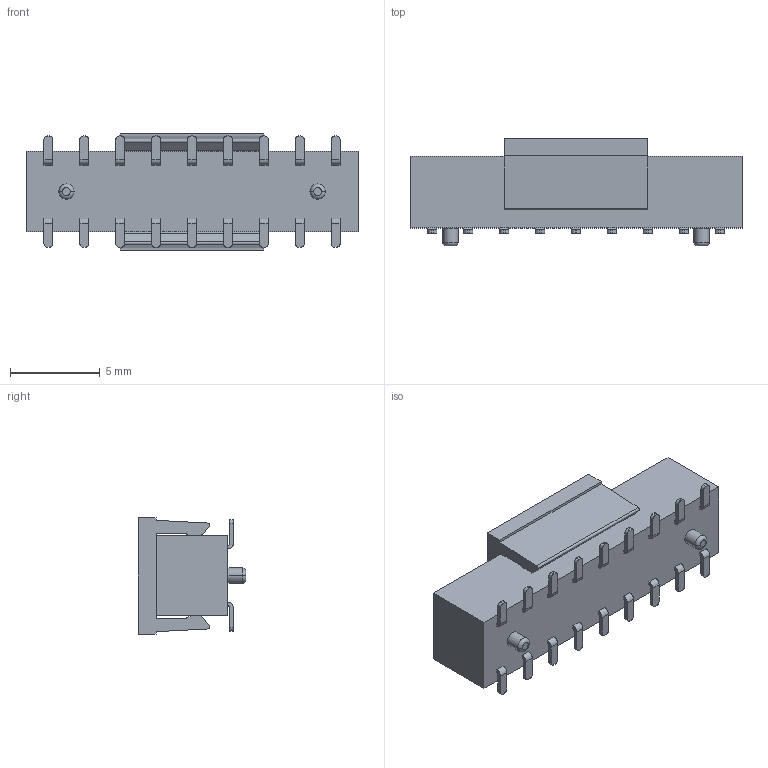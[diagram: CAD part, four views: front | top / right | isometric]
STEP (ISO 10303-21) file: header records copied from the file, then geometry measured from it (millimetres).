
FILE_DESCRIPTION( ('This file contains a STEP AP42 implementation' ,'as created by ZW3D STEP Interface translator.') ,'2;1' );
FILE_NAME( '2240-2XXMXXCUNX2.stp' ,'23 414.155940', (''), ('ZWCAD Software Co.'), 'Version 1.0', 'ZW3D to STEP translator', '' );
FILE_SCHEMA(('AUTOMOTIVE_DESIGN { 1 0 10303 214 1 1 1 1 }'));
Length unit declared in the file: millimetre
Products named in the file (3): 0; 2240-220mxxcunx2_asm; 1
Assembly tree (1 placements, depth 2):
  0
  2240-220mxxcunx2_asm
    1
Bounding box: 18.5 x 6.01 x 6.5 mm (x, y, z)
Volume: 336.8 mm3; surface area: 1196.6 mm2
Topology: 2 solids, 2 shells, 1838 faces, 5366 edges, 3516 vertices
Faces by surface type: plane 1140, cylinder 658, torus 39, bspline 1
Entity records: 66939 total; most frequent: CARTESIAN_POINT 17768, ORIENTED_EDGE 10732, DIRECTION 8522, EDGE_CURVE 5366, VECTOR 3646, LINE 3646, VERTEX_POINT 3516, AXIS2_PLACEMENT_3D 2438
